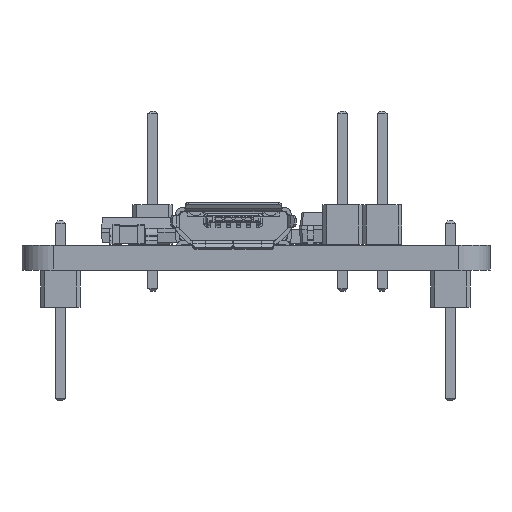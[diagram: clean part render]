
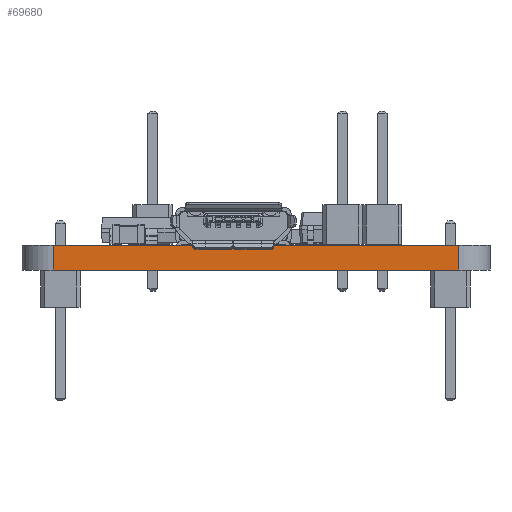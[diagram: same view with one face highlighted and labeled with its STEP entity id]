
A CAD part, left-side view. The second image highlights one B-rep face of the part: STEP entity #69680.
In plain terms, the highlighted planar face has unit normal (-1, 0, 0).
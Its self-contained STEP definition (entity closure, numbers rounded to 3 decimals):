
#68508 = VERTEX_POINT('',#68509);
#68509 = CARTESIAN_POINT('',(83.82,-83.296,0.));
#68516 = EDGE_CURVE('',#68508,#68517,#68519,.T.);
#68517 = VERTEX_POINT('',#68518);
#68518 = CARTESIAN_POINT('',(83.82,-57.296,0.));
#68519 = LINE('',#68520,#68521);
#68520 = CARTESIAN_POINT('',(83.82,-83.296,0.));
#68521 = VECTOR('',#68522,1.);
#68522 = DIRECTION('',(0.,1.,0.));
#69089 = VERTEX_POINT('',#69090);
#69090 = CARTESIAN_POINT('',(83.82,-83.296,1.6));
#69097 = EDGE_CURVE('',#69089,#69098,#69100,.T.);
#69098 = VERTEX_POINT('',#69099);
#69099 = CARTESIAN_POINT('',(83.82,-57.296,1.6));
#69100 = LINE('',#69101,#69102);
#69101 = CARTESIAN_POINT('',(83.82,-83.296,1.6));
#69102 = VECTOR('',#69103,1.);
#69103 = DIRECTION('',(0.,1.,0.));
#69650 = EDGE_CURVE('',#68517,#69098,#69651,.T.);
#69651 = LINE('',#69652,#69653);
#69652 = CARTESIAN_POINT('',(83.82,-57.296,0.));
#69653 = VECTOR('',#69654,1.);
#69654 = DIRECTION('',(0.,0.,1.));
#69680 = ADVANCED_FACE('',(#69681),#69692,.T.);
#69681 = FACE_BOUND('',#69682,.T.);
#69682 = EDGE_LOOP('',(#69683,#69689,#69690,#69691));
#69683 = ORIENTED_EDGE('',*,*,#69684,.T.);
#69684 = EDGE_CURVE('',#68508,#69089,#69685,.T.);
#69685 = LINE('',#69686,#69687);
#69686 = CARTESIAN_POINT('',(83.82,-83.296,0.));
#69687 = VECTOR('',#69688,1.);
#69688 = DIRECTION('',(0.,0.,1.));
#69689 = ORIENTED_EDGE('',*,*,#69097,.T.);
#69690 = ORIENTED_EDGE('',*,*,#69650,.F.);
#69691 = ORIENTED_EDGE('',*,*,#68516,.F.);
#69692 = PLANE('',#69693);
#69693 = AXIS2_PLACEMENT_3D('',#69694,#69695,#69696);
#69694 = CARTESIAN_POINT('',(83.82,-83.296,0.));
#69695 = DIRECTION('',(-1.,0.,0.));
#69696 = DIRECTION('',(0.,1.,0.));
